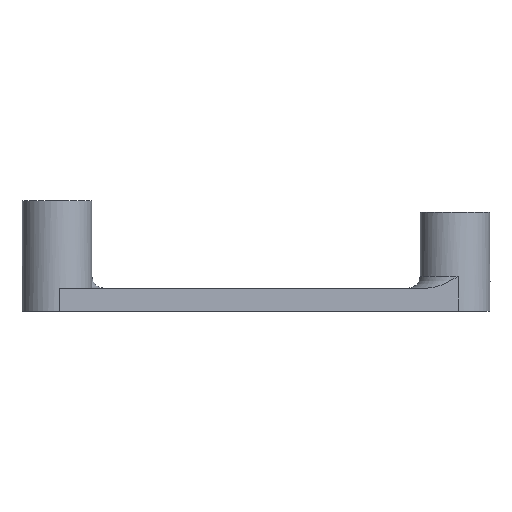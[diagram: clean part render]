
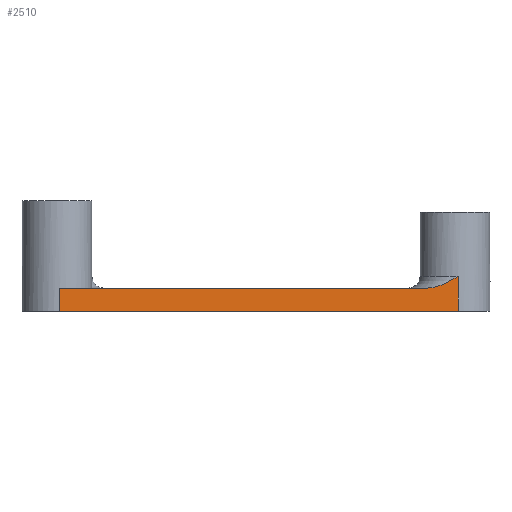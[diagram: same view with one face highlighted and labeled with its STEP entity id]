
A CAD part, front view. The second image highlights one B-rep face of the part: STEP entity #2510.
In plain terms, the highlighted planar face has unit normal (0.09, -0.996, 0).
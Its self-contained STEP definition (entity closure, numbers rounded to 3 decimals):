
#142=DIRECTION('',(0.996,0.091,0.));
#143=VECTOR('',#142,68.635);
#144=CARTESIAN_POINT('',(-33.651,-36.533,0.));
#145=LINE('',#144,#143);
#501=DIRECTION('',(0.996,0.091,0.));
#502=VECTOR('',#501,63.273);
#503=CARTESIAN_POINT('',(-33.581,-36.527,4.));
#504=LINE('',#503,#502);
#1028=DIRECTION('',(0.,0.,-1.));
#1029=VECTOR('',#1028,6.);
#1030=CARTESIAN_POINT('',(34.702,-30.32,6.));
#1031=LINE('',#1030,#1029);
#1035=DIRECTION('',(0.,0.,1.));
#1036=VECTOR('',#1035,4.);
#1037=CARTESIAN_POINT('',(-33.651,-36.533,0.));
#1038=LINE('',#1037,#1036);
#1042=CARTESIAN_POINT('',(-33.651,-36.533,4.));
#1043=CARTESIAN_POINT('',(-33.643,-36.533,4.));
#1044=CARTESIAN_POINT('',(-33.628,-36.531,4.));
#1045=CARTESIAN_POINT('',(-33.604,-36.529,4.));
#1046=CARTESIAN_POINT('',(-33.589,-36.528,4.));
#1047=CARTESIAN_POINT('',(-33.581,-36.527,4.));
#1052=CARTESIAN_POINT('',(34.702,-30.32,6.));
#1053=CARTESIAN_POINT('',(34.289,-30.358,5.76));
#1054=CARTESIAN_POINT('',(33.497,-30.43,5.302));
#1055=CARTESIAN_POINT('',(32.373,-30.532,4.728));
#1056=CARTESIAN_POINT('',(31.317,-30.628,4.308));
#1057=CARTESIAN_POINT('',(30.321,-30.719,4.054));
#1058=CARTESIAN_POINT('',(29.72,-30.773,4.));
#1059=CARTESIAN_POINT('',(29.433,-30.799,4.));
#1762=CARTESIAN_POINT('',(-33.581,-36.527,4.));
#1763=VERTEX_POINT('',#1762);
#1772=CARTESIAN_POINT('',(34.702,-30.32,0.));
#1774=VERTEX_POINT('',#1772);
#1785=CARTESIAN_POINT('',(-33.651,-36.533,0.));
#1787=VERTEX_POINT('',#1785);
#1788=CARTESIAN_POINT('',(-33.651,-36.533,4.));
#1789=VERTEX_POINT('',#1788);
#1793=CARTESIAN_POINT('',(34.702,-30.32,6.));
#1795=VERTEX_POINT('',#1793);
#1816=CARTESIAN_POINT('',(29.433,-30.799,4.));
#1817=VERTEX_POINT('',#1816);
#2495=CARTESIAN_POINT('',(-40.159,-37.125,0.));
#2496=DIRECTION('',(0.091,-0.996,0.));
#2497=DIRECTION('',(0.996,0.091,0.));
#2498=AXIS2_PLACEMENT_3D('',#2495,#2496,#2497);
#2499=PLANE('',#2498);
#2500=ORIENTED_EDGE('',*,*,#2224,.T.);
#2502=ORIENTED_EDGE('',*,*,#2501,.F.);
#2504=ORIENTED_EDGE('',*,*,#2503,.T.);
#2505=ORIENTED_EDGE('',*,*,#2034,.F.);
#2506=ORIENTED_EDGE('',*,*,#2484,.T.);
#2507=ORIENTED_EDGE('',*,*,#2482,.T.);
#2508=EDGE_LOOP('',(#2500,#2502,#2504,#2505,#2506,#2507));
#2509=FACE_OUTER_BOUND('',#2508,.F.);
#1048=B_SPLINE_CURVE_WITH_KNOTS('',3,(#1042,#1043,#1044,#1045,#1046,#1047),
.UNSPECIFIED.,.F.,.F.,(4,1,1,4),(0.,0.333,0.667,1.),
.UNSPECIFIED.);
#1060=B_SPLINE_CURVE_WITH_KNOTS('',3,(#1052,#1053,#1054,#1055,#1056,#1057,#1058,
#1059),.UNSPECIFIED.,.F.,.F.,(4,1,1,1,1,4),(0.,0.2,0.4,0.6,0.8,1.),
.UNSPECIFIED.);
#2034=EDGE_CURVE('',#1787,#1774,#145,.T.);
#2224=EDGE_CURVE('',#1763,#1817,#504,.T.);
#2482=EDGE_CURVE('',#1789,#1763,#1048,.T.);
#2484=EDGE_CURVE('',#1787,#1789,#1038,.T.);
#2501=EDGE_CURVE('',#1795,#1817,#1060,.T.);
#2503=EDGE_CURVE('',#1795,#1774,#1031,.T.);
#2510=ADVANCED_FACE('',(#2509),#2499,.T.);
